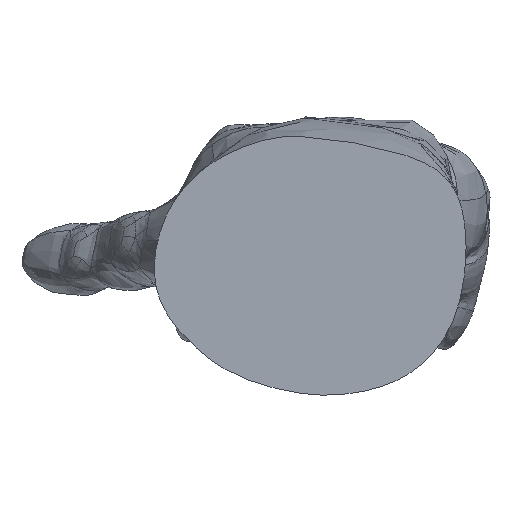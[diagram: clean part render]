
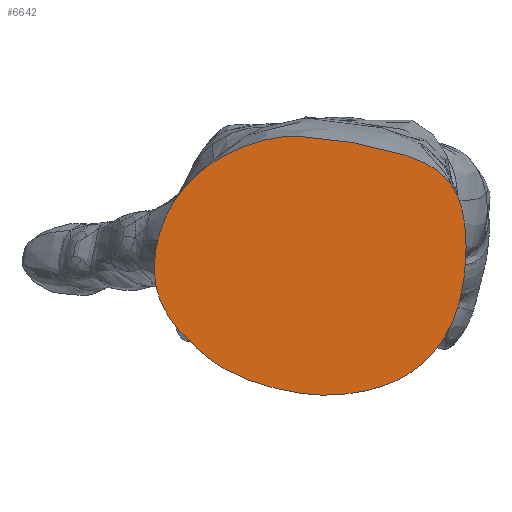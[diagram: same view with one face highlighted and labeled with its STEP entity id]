
A CAD part, top view. The second image highlights one B-rep face of the part: STEP entity #6642.
In plain terms, the highlighted planar face has unit normal (0, 0, 1).
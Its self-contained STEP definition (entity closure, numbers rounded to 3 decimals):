
#15=PLANE('',#6780);
#788=FACE_OUTER_BOUND('',#1234,.T.);
#1234=EDGE_LOOP('',(#5777,#5778));
#1521=B_SPLINE_CURVE_WITH_KNOTS('',3,(#17254,#17255,#17256,#17257,#17258,
#17259,#17260,#17261,#17262,#17263,#17264,#17265,#17266,#17267,#17268),
 .UNSPECIFIED.,.F.,.F.,(4,1,1,1,1,1,1,1,1,1,1,1,4),(-5.933,-5.427,
-4.921,-4.487,-3.982,-3.475,-2.968,
-2.461,-1.954,-1.447,-0.94,
-0.507,0.),.UNSPECIFIED.);
#1760=B_SPLINE_CURVE_WITH_KNOTS('',3,(#26794,#26795,#26796,#26797),
 .UNSPECIFIED.,.F.,.F.,(4,4),(0.,0.507),.UNSPECIFIED.);
#2347=VERTEX_POINT('',#17238);
#2348=VERTEX_POINT('',#17253);
#3114=EDGE_CURVE('',#2347,#2348,#1521,.T.);
#3407=EDGE_CURVE('',#2348,#2347,#1760,.T.);
#5777=ORIENTED_EDGE('',*,*,#3114,.F.);
#5778=ORIENTED_EDGE('',*,*,#3407,.F.);
#6642=ADVANCED_FACE('',(#788),#15,.F.);
#6780=AXIS2_PLACEMENT_3D('',#59675,#7115,#7116);
#7115=DIRECTION('center_axis',(0.,0.,
-1.));
#7116=DIRECTION('ref_axis',(-1.,0.,0.));
#17238=CARTESIAN_POINT('',(-70.028,-29.987,230.708));
#17253=CARTESIAN_POINT('',(-54.752,-54.451,230.708));
#17254=CARTESIAN_POINT('Ctrl Pts',(-70.028,-29.987,
230.708));
#17255=CARTESIAN_POINT('Ctrl Pts',(-71.688,-19.247,
230.708));
#17256=CARTESIAN_POINT('Ctrl Pts',(-64.204,7.975,230.708));
#17257=CARTESIAN_POINT('Ctrl Pts',(-31.197,24.662,230.708));
#17258=CARTESIAN_POINT('Ctrl Pts',(-10.495,24.599,230.708));
#17259=CARTESIAN_POINT('Ctrl Pts',(18.113,19.728,230.708));
#17260=CARTESIAN_POINT('Ctrl Pts',(42.049,10.736,230.708));
#17261=CARTESIAN_POINT('Ctrl Pts',(47.253,-14.875,230.708));
#17262=CARTESIAN_POINT('Ctrl Pts',(42.908,-46.642,230.708));
#17263=CARTESIAN_POINT('Ctrl Pts',(25.441,-65.73,230.708));
#17264=CARTESIAN_POINT('Ctrl Pts',(6.623,-71.357,230.708));
#17265=CARTESIAN_POINT('Ctrl Pts',(-11.351,-72.945,
230.708));
#17266=CARTESIAN_POINT('Ctrl Pts',(-37.276,-66.949,
230.708));
#17267=CARTESIAN_POINT('Ctrl Pts',(-48.245,-60.221,
230.708));
#17268=CARTESIAN_POINT('Ctrl Pts',(-54.752,-54.451,
230.708));
#26794=CARTESIAN_POINT('Ctrl Pts',(-54.752,-54.451,
230.708));
#26795=CARTESIAN_POINT('Ctrl Pts',(-61.26,-48.68,
230.708));
#26796=CARTESIAN_POINT('Ctrl Pts',(-68.362,-40.767,
230.708));
#26797=CARTESIAN_POINT('Ctrl Pts',(-70.028,-29.987,
230.708));
#59675=CARTESIAN_POINT('Origin',(-13.024,-27.952,230.708));
